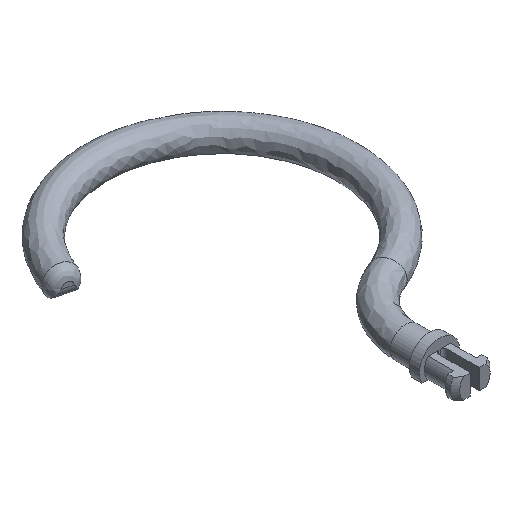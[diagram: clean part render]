
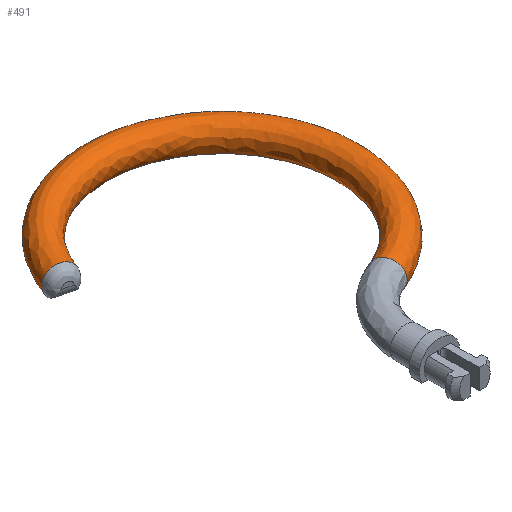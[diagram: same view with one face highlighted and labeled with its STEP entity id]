
A CAD part, isometric view. The second image highlights one B-rep face of the part: STEP entity #491.
In plain terms, the highlighted free-form (B-spline) face has degree [3, 3] with [7, 7] control points.
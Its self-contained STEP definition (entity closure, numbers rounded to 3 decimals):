
#24=(
BOUNDED_SURFACE()
B_SPLINE_SURFACE(3,3,((#833,#834,#835,#836,#837,#838,#839),(#840,#841,#842,
#843,#844,#845,#846),(#847,#848,#849,#850,#851,#852,#853),(#854,#855,#856,
#857,#858,#859,#860),(#861,#862,#863,#864,#865,#866,#867),(#868,#869,#870,
#871,#872,#873,#874),(#875,#876,#877,#878,#879,#880,#881)),
 .SURF_OF_REVOLUTION.,.F.,.F.,.F.)
B_SPLINE_SURFACE_WITH_KNOTS((4,3,4),(4,3,4),(0.,0.5,1.),(0.,0.5,0.984),
 .PIECEWISE_BEZIER_KNOTS.)
GEOMETRIC_REPRESENTATION_ITEM()
RATIONAL_B_SPLINE_SURFACE(((1.,0.685,0.685,1.,0.696,
0.686,0.97),(0.605,0.415,
0.415,0.605,0.421,0.415,
0.587),(0.605,0.415,0.415,
0.605,0.421,0.415,0.587),
(1.,0.685,0.685,1.,0.696,0.686,
0.97),(0.605,0.415,0.415,
0.605,0.421,0.415,0.587),
(0.605,0.415,0.415,0.605,
0.421,0.415,0.587),(1.,0.685,
0.685,1.,0.696,0.686,0.97)))
REPRESENTATION_ITEM('')
SURFACE()
);
#34=B_SPLINE_CURVE_WITH_KNOTS('',3,(#882,#883,#884,#885,#886,#887,#888,
#889,#890,#891,#892),.UNSPECIFIED.,.F.,.F.,(4,1,1,1,1,1,1,1,4),(0.,
0.002,0.003,0.005,0.007,
0.009,0.01,0.012,0.014),
 .UNSPECIFIED.);
#35=B_SPLINE_CURVE_WITH_KNOTS('',3,(#894,#895,#896,#897),.UNSPECIFIED.,
 .F.,.F.,(4,4),(0.,0.),.UNSPECIFIED.);
#216=ORIENTED_EDGE('',*,*,#299,.T.);
#217=ORIENTED_EDGE('',*,*,#332,.T.);
#218=ORIENTED_EDGE('',*,*,#333,.T.);
#219=ORIENTED_EDGE('',*,*,#296,.F.);
#220=ORIENTED_EDGE('',*,*,#334,.T.);
#296=EDGE_CURVE('',#367,#368,#398,.T.);
#299=EDGE_CURVE('',#371,#370,#399,.T.);
#332=EDGE_CURVE('',#370,#389,#34,.T.);
#333=EDGE_CURVE('',#389,#368,#35,.T.);
#334=EDGE_CURVE('',#367,#371,#412,.F.);
#367=VERTEX_POINT('',#754);
#368=VERTEX_POINT('',#756);
#370=VERTEX_POINT('',#763);
#371=VERTEX_POINT('',#765);
#389=VERTEX_POINT('',#893);
#398=CIRCLE('',#525,22.764);
#399=CIRCLE('',#526,27.236);
#412=CIRCLE('',#551,3.);
#430=EDGE_LOOP('',(#216,#217,#218,#219,#220));
#456=FACE_BOUND('',#430,.T.);
#491=ADVANCED_FACE('',(#456),#24,.T.);
#525=AXIS2_PLACEMENT_3D('',#755,#597,#598);
#526=AXIS2_PLACEMENT_3D('',#764,#600,#601);
#551=AXIS2_PLACEMENT_3D('',#898,#668,#669);
#597=DIRECTION('',(0.,0.,1.));
#598=DIRECTION('',(0.382,-0.924,0.));
#600=DIRECTION('',(0.,0.,1.));
#601=DIRECTION('',(0.383,-0.924,0.));
#668=DIRECTION('',(-0.922,-0.388,0.));
#669=DIRECTION('',(0.,0.,-1.));
#754=CARTESIAN_POINT('',(8.7,21.964,-2.));
#755=CARTESIAN_POINT('',(0.,43.,-2.));
#756=CARTESIAN_POINT('',(-21.381,50.813,-2.));
#763=CARTESIAN_POINT('',(-25.682,52.068,-2.));
#764=CARTESIAN_POINT('',(0.,43.,-2.));
#765=CARTESIAN_POINT('',(10.434,17.842,-2.));
#833=CARTESIAN_POINT('',(8.7,21.964,-2.));
#834=CARTESIAN_POINT('',(26.076,29.151,-2.));
#835=CARTESIAN_POINT('',(29.149,47.701,-2.));
#836=CARTESIAN_POINT('',(15.018,60.107,-2.));
#837=CARTESIAN_POINT('',(1.556,71.926,-2.));
#838=CARTESIAN_POINT('',(-15.914,67.399,-2.));
#839=CARTESIAN_POINT('',(-21.615,50.14,-2.));
#840=CARTESIAN_POINT('',(7.921,23.817,0.247));
#841=CARTESIAN_POINT('',(23.766,30.36,0.247));
#842=CARTESIAN_POINT('',(26.578,47.271,0.247));
#843=CARTESIAN_POINT('',(13.701,58.588,0.247));
#844=CARTESIAN_POINT('',(1.434,69.371,0.247));
#845=CARTESIAN_POINT('',(-14.496,65.253,0.247));
#846=CARTESIAN_POINT('',(-19.703,49.521,0.247));
#847=CARTESIAN_POINT('',(8.398,22.682,3.));
#848=CARTESIAN_POINT('',(25.181,29.619,3.));
#849=CARTESIAN_POINT('',(28.152,47.534,3.));
#850=CARTESIAN_POINT('',(14.508,59.518,3.));
#851=CARTESIAN_POINT('',(1.509,70.935,3.));
#852=CARTESIAN_POINT('',(-15.364,66.567,3.));
#853=CARTESIAN_POINT('',(-20.874,49.9,3.));
#854=CARTESIAN_POINT('',(9.567,19.903,3.));
#855=CARTESIAN_POINT('',(28.646,27.806,3.));
#856=CARTESIAN_POINT('',(32.009,48.18,3.));
#857=CARTESIAN_POINT('',(16.484,61.796,3.));
#858=CARTESIAN_POINT('',(1.692,74.768,3.));
#859=CARTESIAN_POINT('',(-17.491,69.786,3.));
#860=CARTESIAN_POINT('',(-23.742,50.829,3.));
#861=CARTESIAN_POINT('',(10.736,17.124,3.));
#862=CARTESIAN_POINT('',(32.111,25.992,3.));
#863=CARTESIAN_POINT('',(35.867,48.826,3.));
#864=CARTESIAN_POINT('',(18.459,64.074,3.));
#865=CARTESIAN_POINT('',(1.875,78.601,3.));
#866=CARTESIAN_POINT('',(-19.618,73.006,3.));
#867=CARTESIAN_POINT('',(-26.611,51.758,3.));
#868=CARTESIAN_POINT('',(11.213,15.989,0.247));
#869=CARTESIAN_POINT('',(33.525,25.251,0.247));
#870=CARTESIAN_POINT('',(37.441,49.09,0.247));
#871=CARTESIAN_POINT('',(19.266,65.004,0.247));
#872=CARTESIAN_POINT('',(1.95,80.165,0.247));
#873=CARTESIAN_POINT('',(-20.487,74.32,0.247));
#874=CARTESIAN_POINT('',(-27.782,52.137,0.247));
#875=CARTESIAN_POINT('',(10.434,17.842,-2.));
#876=CARTESIAN_POINT('',(31.215,26.461,-2.));
#877=CARTESIAN_POINT('',(34.87,48.659,-2.));
#878=CARTESIAN_POINT('',(17.949,63.485,-2.));
#879=CARTESIAN_POINT('',(1.828,77.61,-2.));
#880=CARTESIAN_POINT('',(-19.069,72.174,-2.));
#881=CARTESIAN_POINT('',(-25.87,51.518,-2.));
#882=CARTESIAN_POINT('',(-25.682,52.068,-2.));
#883=CARTESIAN_POINT('',(-26.048,52.185,-1.57));
#884=CARTESIAN_POINT('',(-26.536,52.341,-0.484));
#885=CARTESIAN_POINT('',(-26.308,52.268,1.294));
#886=CARTESIAN_POINT('',(-25.194,51.912,2.661));
#887=CARTESIAN_POINT('',(-23.551,51.382,3.17));
#888=CARTESIAN_POINT('',(-21.916,50.85,2.661));
#889=CARTESIAN_POINT('',(-20.802,50.484,1.299));
#890=CARTESIAN_POINT('',(-20.576,50.409,-0.488));
#891=CARTESIAN_POINT('',(-21.056,50.567,-1.562));
#892=CARTESIAN_POINT('',(-21.422,50.688,-1.996));
#893=CARTESIAN_POINT('',(-21.422,50.688,-1.996));
#894=CARTESIAN_POINT('',(-21.422,50.688,-1.996));
#895=CARTESIAN_POINT('',(-21.41,50.73,-1.999));
#896=CARTESIAN_POINT('',(-21.396,50.771,-2.));
#897=CARTESIAN_POINT('',(-21.381,50.813,-2.));
#898=CARTESIAN_POINT('',(9.567,19.903,0.));
